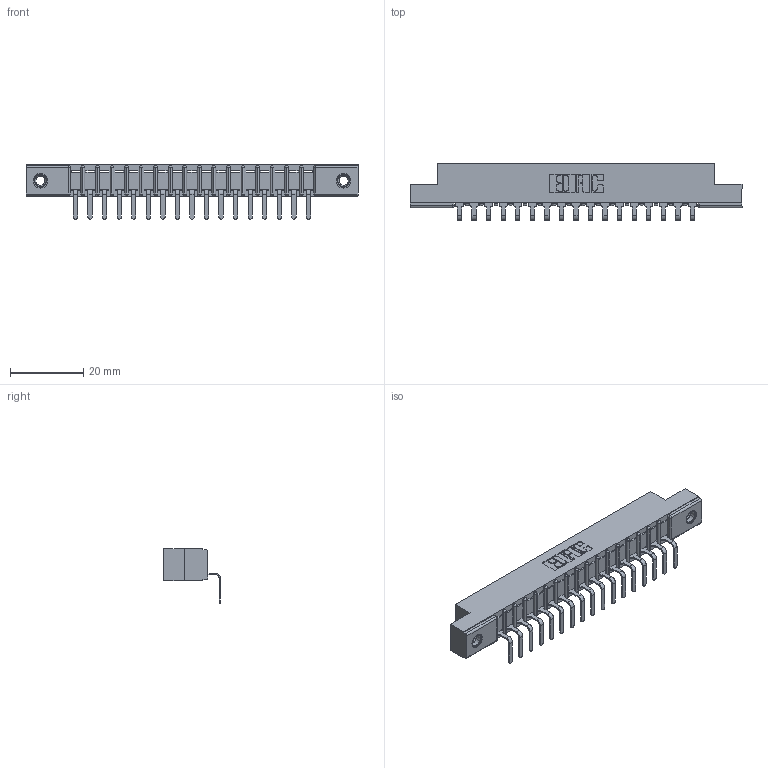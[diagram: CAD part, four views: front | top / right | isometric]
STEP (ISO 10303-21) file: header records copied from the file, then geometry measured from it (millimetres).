
FILE_DESCRIPTION (( 'STEP AP203' ), '1' );
FILE_NAME ('307-017-559-107.STEP', '2019-09-04T16:01:40', ( '' ), ( '' ), 'SwSTEP 2.0', 'SolidWorks 2016', '' );
FILE_SCHEMA (( 'CONFIG_CONTROL_DESIGN' ));
Length unit declared in the file: inch
Products named in the file (4): 307-290-001_558 559 - 1 (Single); 307 Part_.156 Dia Mounting Holes; 307-017-559-107; 345-250-001_345-250-005-103
Assembly tree (20 placements, depth 2):
  307-017-559-107
    307 Part_.156 Dia Mounting Holes
    307-290-001_558 559 - 1 (Single)  x17
    345-250-001_345-250-005-103  x2
Bounding box: 90.37 x 15.46 x 14.81 mm (x, y, z)
Volume: 5725.5 mm3; surface area: 8845.5 mm2
Topology: 20 solids, 20 shells, 1216 faces, 3417 edges, 2198 vertices
Faces by surface type: plane 765, cylinder 399, sphere 36, cone 12, torus 4
Entity records: 18945 total; most frequent: CARTESIAN_POINT 3163, ORIENTED_EDGE 3142, DIRECTION 3101, EDGE_CURVE 1571, VECTOR 1193, LINE 1193, VERTEX_POINT 1016, AXIS2_PLACEMENT_3D 954
